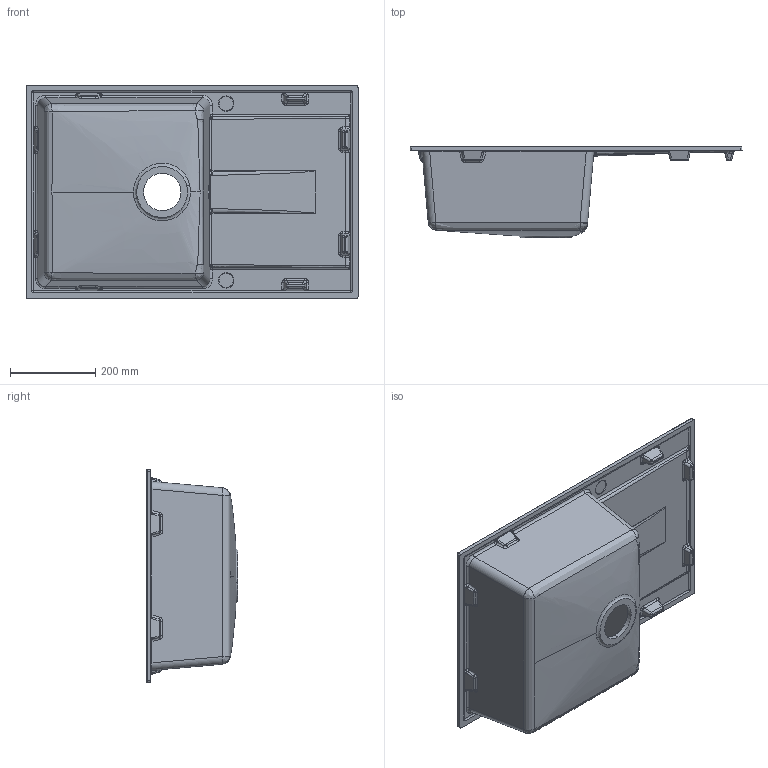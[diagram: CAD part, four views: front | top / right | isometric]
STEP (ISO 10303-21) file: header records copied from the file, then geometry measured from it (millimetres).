
FILE_DESCRIPTION (( 'STEP AP214' ), '1' );
FILE_NAME ('Connecticut.STEP', '2020-03-24T13:22:50', ( '' ), ( '' ), 'SwSTEP 2.0', 'SolidWorks 2018', '' );
FILE_SCHEMA (( 'AUTOMOTIVE_DESIGN' ));
Length unit declared in the file: millimetre
Products named in the file (1): Connecticut
Bounding box: 780.35 x 215 x 500.35 mm (x, y, z)
Volume: 6128041.3 mm3; surface area: 1332184.9 mm2
Topology: 1 solids, 1 shells, 419 faces, 1031 edges, 587 vertices
Faces by surface type: bspline 171, cylinder 152, plane 62, sphere 20, torus 14
Entity records: 31559 total; most frequent: CARTESIAN_POINT 23374, ORIENTED_EDGE 1998, DIRECTION 1387, EDGE_CURVE 999, VERTEX_POINT 587, AXIS2_PLACEMENT_3D 546, EDGE_LOOP 428, FACE_OUTER_BOUND 419
